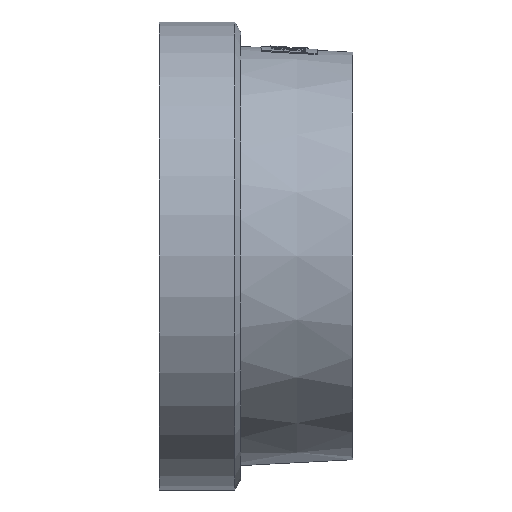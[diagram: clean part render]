
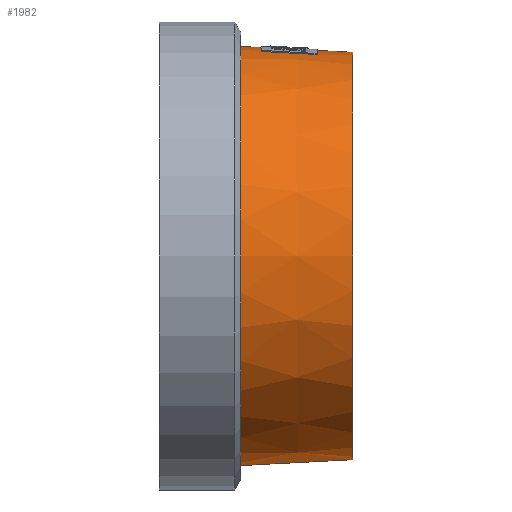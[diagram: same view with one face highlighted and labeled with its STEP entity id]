
A CAD part, left-side view. The second image highlights one B-rep face of the part: STEP entity #1982.
In plain terms, the highlighted conical face has half-angle 3 degrees and reference radius 20.023 mm.
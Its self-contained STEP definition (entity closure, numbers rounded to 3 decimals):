
#18 = B_SPLINE_CURVE_WITH_KNOTS ( 'NONE', 3,
 ( #7565, #7567, #7600, #7562, #7613, #7615, #7546 ),
 .UNSPECIFIED., .F., .F.,
 ( 4, 3, 4 ),
 ( 0.006, 0.011, 0.012 ),
 .UNSPECIFIED. ) ;
#145 = EDGE_LOOP ( 'NONE', ( #6560, #6573, #7088, #6530, #6582, #6534, #6521, #6548 ) ) ;
#401 = VERTEX_POINT ( 'NONE', #10038 ) ;
#406 = VERTEX_POINT ( 'NONE', #10001 ) ;
#1901 = EDGE_CURVE ( 'NONE', #6796, #6793, #9580, .T. ) ;
#1982 = ADVANCED_FACE ( 'NONE', ( #9674 ), #9691, .T. ) ;
#2408 = LINE ( 'NONE', #5878, #2410 ) ;
#2410 = VECTOR ( 'NONE', #5848, 1000. ) ;
#2413 = LINE ( 'NONE', #7165, #2447 ) ;
#2422 = CIRCLE ( 'NONE', #4491, 20.024 ) ;
#2431 = CIRCLE ( 'NONE', #4552, 20.495 ) ;
#2441 = CIRCLE ( 'NONE', #4518, 20.6 ) ;
#2447 = VECTOR ( 'NONE', #7167, 1000. ) ;
#2455 = CIRCLE ( 'NONE', #4482, 20.207 ) ;
#4482 = AXIS2_PLACEMENT_3D ( 'NONE', #7226, #7252, #7229 ) ;
#4491 = AXIS2_PLACEMENT_3D ( 'NONE', #7233, #7248, #7234 ) ;
#4518 = AXIS2_PLACEMENT_3D ( 'NONE', #7370, #7357, #7387 ) ;
#4552 = AXIS2_PLACEMENT_3D ( 'NONE', #7369, #7352, #7350 ) ;
#5848 = DIRECTION ( 'NONE',  ( 0., 0.999, 0.052 ) ) ;
#5878 = CARTESIAN_POINT ( 'NONE',  ( 0., 0., 20.024 ) ) ;
#6043 = EDGE_CURVE ( 'NONE', #6798, #6831, #2408, .T. ) ;
#6069 = EDGE_CURVE ( 'NONE', #6786, #6809, #2413, .T. ) ;
#6086 = EDGE_CURVE ( 'NONE', #406, #6809, #2455, .T. ) ;
#6089 = EDGE_CURVE ( 'NONE', #6796, #6786, #2422, .T. ) ;
#6114 = EDGE_CURVE ( 'NONE', #6798, #401, #2431, .T. ) ;
#6115 = EDGE_CURVE ( 'NONE', #6793, #6831, #2441, .T. ) ;
#6163 = EDGE_CURVE ( 'NONE', #401, #406, #18, .T. ) ;
#6521 = ORIENTED_EDGE ( 'NONE', *, *, #6043, .T. ) ;
#6530 = ORIENTED_EDGE ( 'NONE', *, *, #6086, .F. ) ;
#6534 = ORIENTED_EDGE ( 'NONE', *, *, #6114, .F. ) ;
#6548 = ORIENTED_EDGE ( 'NONE', *, *, #6115, .F. ) ;
#6560 = ORIENTED_EDGE ( 'NONE', *, *, #1901, .F. ) ;
#6573 = ORIENTED_EDGE ( 'NONE', *, *, #6089, .T. ) ;
#6582 = ORIENTED_EDGE ( 'NONE', *, *, #6163, .F. ) ;
#6786 = VERTEX_POINT ( 'NONE', #12813 ) ;
#6793 = VERTEX_POINT ( 'NONE', #12862 ) ;
#6796 = VERTEX_POINT ( 'NONE', #12758 ) ;
#6798 = VERTEX_POINT ( 'NONE', #12829 ) ;
#6809 = VERTEX_POINT ( 'NONE', #12976 ) ;
#6831 = VERTEX_POINT ( 'NONE', #12874 ) ;
#7088 = ORIENTED_EDGE ( 'NONE', *, *, #6069, .T. ) ;
#7165 = CARTESIAN_POINT ( 'NONE',  ( 0., 0., 20.024 ) ) ;
#7167 = DIRECTION ( 'NONE',  ( 0., 0.999, 0.052 ) ) ;
#7226 = CARTESIAN_POINT ( 'NONE',  ( 0., 3.5, 0. ) ) ;
#7229 = DIRECTION ( 'NONE',  ( -1., 0., 0. ) ) ;
#7233 = CARTESIAN_POINT ( 'NONE',  ( 0., 0., 0. ) ) ;
#7234 = DIRECTION ( 'NONE',  ( 0., 0., 1. ) ) ;
#7248 = DIRECTION ( 'NONE',  ( 0., 1., 0. ) ) ;
#7252 = DIRECTION ( 'NONE',  ( 0., 1., 0. ) ) ;
#7350 = DIRECTION ( 'NONE',  ( 1., 0., 0. ) ) ;
#7352 = DIRECTION ( 'NONE',  ( 0., -1., 0. ) ) ;
#7357 = DIRECTION ( 'NONE',  ( 0., 1., 0. ) ) ;
#7369 = CARTESIAN_POINT ( 'NONE',  ( 0., 9., 0. ) ) ;
#7370 = CARTESIAN_POINT ( 'NONE',  ( 0., 11., 0. ) ) ;
#7387 = DIRECTION ( 'NONE',  ( 0., 0., 1. ) ) ;
#7546 = CARTESIAN_POINT ( 'NONE',  ( -4., 3.5, 19.807 ) ) ;
#7562 = CARTESIAN_POINT ( 'NONE',  ( -4., 4.185, 19.844 ) ) ;
#7565 = CARTESIAN_POINT ( 'NONE',  ( -4., 9., 20.101 ) ) ;
#7567 = CARTESIAN_POINT ( 'NONE',  ( -4., 7.395, 20.015 ) ) ;
#7600 = CARTESIAN_POINT ( 'NONE',  ( -4., 5.79, 19.93 ) ) ;
#7613 = CARTESIAN_POINT ( 'NONE',  ( -4., 3.957, 19.832 ) ) ;
#7615 = CARTESIAN_POINT ( 'NONE',  ( -4., 3.728, 19.819 ) ) ;
#9580 = LINE ( 'NONE', #12042, #9590 ) ;
#9590 = VECTOR ( 'NONE', #12031, 1000. ) ;
#9674 = FACE_OUTER_BOUND ( 'NONE', #145, .T. ) ;
#9691 = CONICAL_SURFACE ( 'NONE', #11749, 20.024, 0.052 ) ;
#10001 = CARTESIAN_POINT ( 'NONE',  ( -4., 3.5, 19.807 ) ) ;
#10038 = CARTESIAN_POINT ( 'NONE',  ( -4., 9., 20.101 ) ) ;
#11749 = AXIS2_PLACEMENT_3D ( 'NONE', #12418, #12440, #12400 ) ;
#12031 = DIRECTION ( 'NONE',  ( 0., 0.999, -0.052 ) ) ;
#12042 = CARTESIAN_POINT ( 'NONE',  ( 0., 0., -20.024 ) ) ;
#12400 = DIRECTION ( 'NONE',  ( 0., 0., 1. ) ) ;
#12418 = CARTESIAN_POINT ( 'NONE',  ( 0., 0., 0. ) ) ;
#12440 = DIRECTION ( 'NONE',  ( 0., 1., 0. ) ) ;
#12758 = CARTESIAN_POINT ( 'NONE',  ( 0., 0., -20.024 ) ) ;
#12813 = CARTESIAN_POINT ( 'NONE',  ( 0., 0., 20.024 ) ) ;
#12829 = CARTESIAN_POINT ( 'NONE',  ( 0., 9., 20.495 ) ) ;
#12862 = CARTESIAN_POINT ( 'NONE',  ( 0., 11., -20.6 ) ) ;
#12874 = CARTESIAN_POINT ( 'NONE',  ( 0., 11., 20.6 ) ) ;
#12976 = CARTESIAN_POINT ( 'NONE',  ( 0., 3.5, 20.207 ) ) ;
